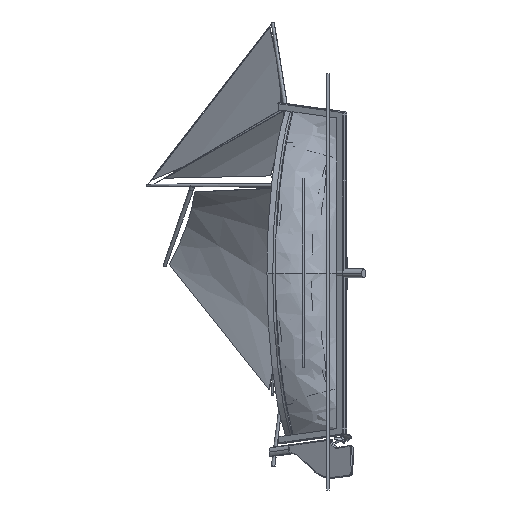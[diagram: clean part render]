
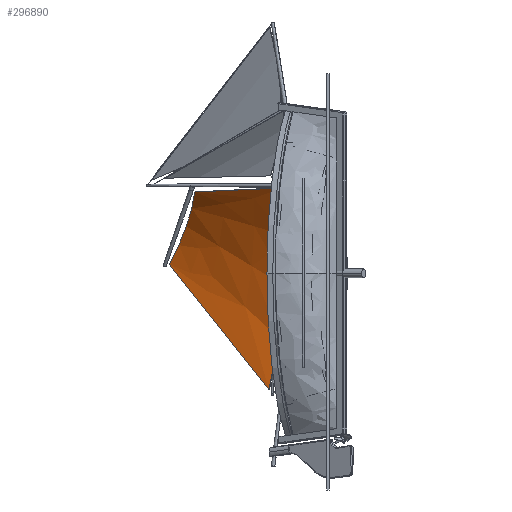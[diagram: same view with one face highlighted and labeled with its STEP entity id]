
A CAD part, left-side view. The second image highlights one B-rep face of the part: STEP entity #296890.
In plain terms, the highlighted free-form (B-spline) face has degree [4, 3] with [5, 4] control points.
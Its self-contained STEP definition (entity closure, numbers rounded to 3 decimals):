
#295860=CARTESIAN_POINT('',(3.79,407.237,
189.353));
#295870=VERTEX_POINT('',#295860);
#295900=CARTESIAN_POINT('',(-259.314,506.752,
27.384));
#295910=DIRECTION('',(0.,0.852,
0.523));
#295920=DIRECTION('',(-0.852,-0.274,
0.446));
#295930=AXIS2_PLACEMENT_3D('',#295900,#295910,#295920);
#295940=CIRCLE('',#295930,324.593);
#295950=CARTESIAN_POINT('',(65.184,510.874,
20.675));
#295960=VERTEX_POINT('',#295950);
#295970=EDGE_CURVE('',#295870,#295960,#295940,.T.);
#296170=CARTESIAN_POINT('',(1.414,169.636,
198.744));
#296180=VERTEX_POINT('',#296170);
#296360=CARTESIAN_POINT('',(84.356,253.858,
-271.646));
#296370=VERTEX_POINT('',#296360);
#296400=CARTESIAN_POINT('',(-660.612,233.267,
-156.643));
#296410=DIRECTION('',(0.,0.984,
0.176));
#296420=DIRECTION('',(-0.984,-0.031,
0.173));
#296430=AXIS2_PLACEMENT_3D('',#296400,#296410,#296420);
#296440=CIRCLE('',#296430,754.074);
#296450=EDGE_CURVE('',#296180,#296370,#296440,.T.);
#296500=CARTESIAN_POINT('',(3.79,407.237,
189.353));
#296510=CARTESIAN_POINT('',(34.137,429.225,
153.566));
#296520=CARTESIAN_POINT('',(56.7,455.45,
110.883));
#296530=CARTESIAN_POINT('',(66.441,483.756,
64.812));
#296540=CARTESIAN_POINT('',(65.184,510.874,
20.675));
#296550=CARTESIAN_POINT('',(2.998,328.037,
192.484));
#296560=CARTESIAN_POINT('',(42.581,348.949,
133.697));
#296570=CARTESIAN_POINT('',(70.112,373.664,
64.85));
#296580=CARTESIAN_POINT('',(78.675,400.086,
-8.035));
#296590=CARTESIAN_POINT('',(71.574,425.202,
-76.766));
#296600=CARTESIAN_POINT('',(2.206,248.837,
195.614));
#296610=CARTESIAN_POINT('',(51.025,268.674,
113.827));
#296620=CARTESIAN_POINT('',(83.523,291.879,
18.817));
#296630=CARTESIAN_POINT('',(90.909,316.416,
-80.883));
#296640=CARTESIAN_POINT('',(77.965,339.53,
-174.206));
#296650=CARTESIAN_POINT('',(1.414,169.636,
198.744));
#296660=CARTESIAN_POINT('',(59.468,188.398,
93.958));
#296670=CARTESIAN_POINT('',(96.935,210.094,
-27.216));
#296680=CARTESIAN_POINT('',(103.143,232.746,
-153.731));
#296690=CARTESIAN_POINT('',(84.356,253.858,
-271.646));
#296700=(BOUNDED_SURFACE() B_SPLINE_SURFACE(4,3,((#296500,#296550,
#296600,#296650),(#296510,#296560,#296610,#296660),(#296520,#296570,
#296620,#296670),(#296530,#296580,#296630,#296680),(#296540,#296590,
#296640,#296690)),.UNSPECIFIED.,.F.,.F.,.F.) B_SPLINE_SURFACE_WITH_KNOTS
((5,5),(4,4),(0.,207.273),(1.,301.724),.UNSPECIFIED.) 
GEOMETRIC_REPRESENTATION_ITEM() RATIONAL_B_SPLINE_SURFACE(((1.,1.,1.,1.)
,(1.,1.,1.,1.),(0.998,0.998,0.998,
0.998),(1.,1.,1.,1.),(1.,1.,1.,1.))) REPRESENTATION_ITEM('')
 SURFACE());
#296710=CARTESIAN_POINT('',(3.79,407.237,
189.353));
#296720=CARTESIAN_POINT('',(2.998,328.037,
192.484));
#296730=CARTESIAN_POINT('',(2.206,248.837,
195.614));
#296740=CARTESIAN_POINT('',(1.414,169.636,
198.744));
#296750=(BOUNDED_CURVE() B_SPLINE_CURVE(3,(#296710,#296720,#296730,
#296740),.UNSPECIFIED.,.F.,.F.) B_SPLINE_CURVE_WITH_KNOTS((4,4),(1.,
301.724),.UNSPECIFIED.) CURVE() GEOMETRIC_REPRESENTATION_ITEM() 
RATIONAL_B_SPLINE_CURVE((1.,1.,1.,1.)) REPRESENTATION_ITEM(''));
#296760=EDGE_CURVE('',#295870,#296180,#296750,.T.);
#296770=ORIENTED_EDGE('',*,*,#296760,.F.);
#296780=ORIENTED_EDGE('',*,*,#296450,.F.);
#296790=CARTESIAN_POINT('',(65.184,510.874,
20.675));
#296800=CARTESIAN_POINT('',(71.574,425.202,
-76.766));
#296810=CARTESIAN_POINT('',(77.965,339.53,
-174.206));
#296820=CARTESIAN_POINT('',(84.356,253.858,
-271.646));
#296830=(BOUNDED_CURVE() B_SPLINE_CURVE(3,(#296790,#296800,#296810,
#296820),.UNSPECIFIED.,.F.,.F.) B_SPLINE_CURVE_WITH_KNOTS((4,4),(1.,
301.724),.UNSPECIFIED.) CURVE() GEOMETRIC_REPRESENTATION_ITEM() 
RATIONAL_B_SPLINE_CURVE((1.,1.,1.,1.)) REPRESENTATION_ITEM(''));
#296840=EDGE_CURVE('',#295960,#296370,#296830,.T.);
#296850=ORIENTED_EDGE('',*,*,#296840,.T.);
#296860=ORIENTED_EDGE('',*,*,#295970,.T.);
#296870=EDGE_LOOP('',(#296860,#296850,#296780,#296770));
#296880=FACE_OUTER_BOUND('',#296870,.T.);
#296890=ADVANCED_FACE('',(#296880),#296700,.T.);
